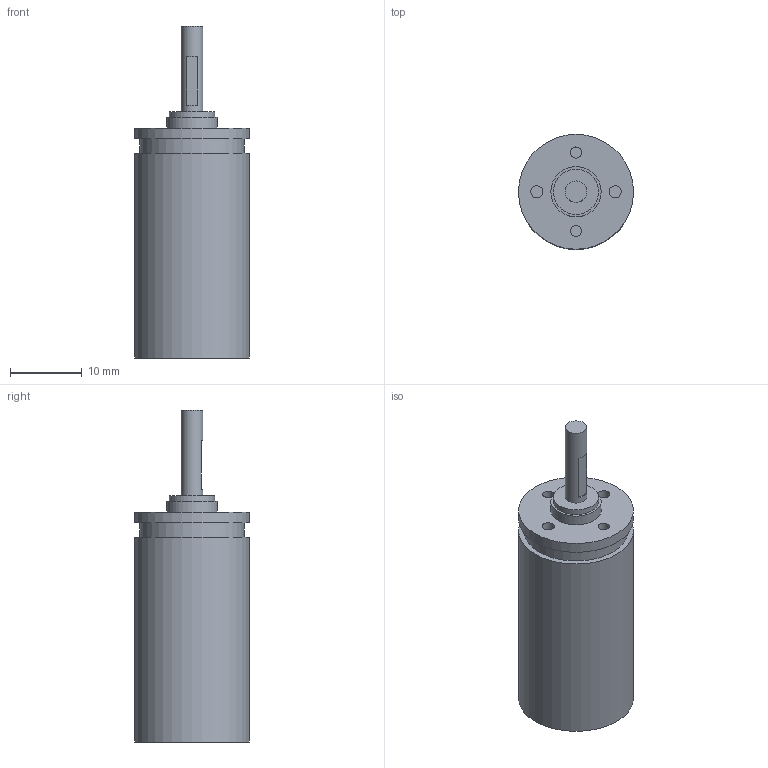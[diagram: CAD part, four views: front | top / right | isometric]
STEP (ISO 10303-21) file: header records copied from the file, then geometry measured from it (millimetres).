
FILE_DESCRIPTION((''),'2;1');
FILE_NAME('15_5 4stages.stp','2012-07-16T08:33:55',('bonazzoli'),(''),'Autodesk Inventor 2012','Autodesk Inventor 2012','');
FILE_SCHEMA(('AUTOMOTIVE_DESIGN { 1 0 10303 214 1 1 1 1 }'));
Length unit declared in the file: millimetre
Products named in the file (1): 15_5 4stages
Bounding box: 16 x 16 x 46.2 mm (x, y, z)
Volume: 4222.8 mm3; surface area: 2903.3 mm2
Topology: 1 solids, 1 shells, 26 faces, 42 edges, 28 vertices
Faces by surface type: plane 15, cylinder 11
Full cylindrical faces by diameter (mm): 1.567 x2, 1.694 x2, 3 x1, 6.3 x1, 7 x1, 14.5 x1, 15 x1, 16 x2
Entity records: 558 total; most frequent: DIRECTION 106, CARTESIAN_POINT 81, ORIENTED_EDGE 56, AXIS2_PLACEMENT_3D 51, EDGE_LOOP 48, EDGE_CURVE 28, VERTEX_POINT 26, FACE_OUTER_BOUND 26
